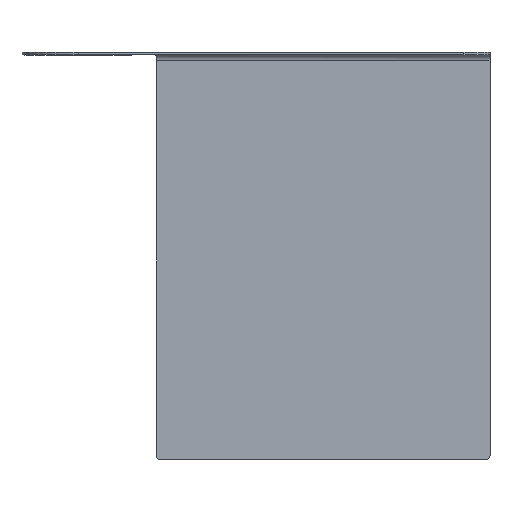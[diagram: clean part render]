
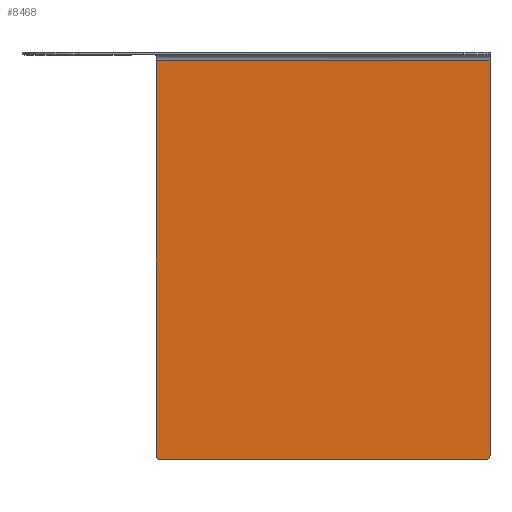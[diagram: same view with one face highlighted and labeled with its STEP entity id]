
A CAD part, top view. The second image highlights one B-rep face of the part: STEP entity #8468.
In plain terms, the highlighted planar face has unit normal (0, 0, 1).
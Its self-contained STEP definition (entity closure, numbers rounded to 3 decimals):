
#1909=DIRECTION('',(-1.,0.,0.));
#1910=VECTOR('',#1909,154.);
#1911=CARTESIAN_POINT('',(190.,-3.8,1.2));
#1912=LINE('',#1911,#1910);
#1960=CARTESIAN_POINT('',(38.,-186.,1.2));
#1961=DIRECTION('',(0.,0.,1.));
#1962=DIRECTION('',(-1.,0.,0.));
#1963=AXIS2_PLACEMENT_3D('',#1960,#1961,#1962);
#1965=DIRECTION('',(0.,1.,0.));
#1966=VECTOR('',#1965,182.2);
#1967=CARTESIAN_POINT('',(36.,-186.,1.2));
#1968=LINE('',#1967,#1966);
#1969=DIRECTION('',(0.,-1.,0.));
#1970=VECTOR('',#1969,182.2);
#1971=CARTESIAN_POINT('',(190.,-3.8,1.2));
#1972=LINE('',#1971,#1970);
#1973=CARTESIAN_POINT('',(188.,-186.,1.2));
#1974=DIRECTION('',(0.,0.,1.));
#1975=DIRECTION('',(0.,-1.,0.));
#1976=AXIS2_PLACEMENT_3D('',#1973,#1974,#1975);
#1978=DIRECTION('',(-1.,0.,0.));
#1979=VECTOR('',#1978,150.);
#1980=CARTESIAN_POINT('',(188.,-188.,1.2));
#1981=LINE('',#1980,#1979);
#5388=CARTESIAN_POINT('',(190.,-3.8,1.2));
#5389=CARTESIAN_POINT('',(36.,-3.8,1.2));
#5390=VERTEX_POINT('',#5388);
#5391=VERTEX_POINT('',#5389);
#5426=CARTESIAN_POINT('',(36.,-186.,1.2));
#5427=VERTEX_POINT('',#5426);
#5428=CARTESIAN_POINT('',(38.,-188.,1.2));
#5429=VERTEX_POINT('',#5428);
#5434=CARTESIAN_POINT('',(188.,-188.,1.2));
#5435=VERTEX_POINT('',#5434);
#5436=CARTESIAN_POINT('',(190.,-186.,1.2));
#5437=VERTEX_POINT('',#5436);
#8453=CARTESIAN_POINT('',(151.034,0.,1.2));
#8454=DIRECTION('',(0.,0.,1.));
#8455=DIRECTION('',(-1.,0.,0.));
#8456=AXIS2_PLACEMENT_3D('',#8453,#8454,#8455);
#8457=PLANE('',#8456);
#8458=ORIENTED_EDGE('',*,*,#8415,.F.);
#8459=ORIENTED_EDGE('',*,*,#8402,.T.);
#8460=ORIENTED_EDGE('',*,*,#8359,.F.);
#8462=ORIENTED_EDGE('',*,*,#8461,.T.);
#8464=ORIENTED_EDGE('',*,*,#8463,.F.);
#8465=ORIENTED_EDGE('',*,*,#8445,.T.);
#8466=EDGE_LOOP('',(#8458,#8459,#8460,#8462,#8464,#8465));
#8467=FACE_OUTER_BOUND('',#8466,.F.);
#8468=ADVANCED_FACE('',(#8467),#8457,.T.);
#1964=CIRCLE('',#1963,2.);
#1977=CIRCLE('',#1976,2.);
#8359=EDGE_CURVE('',#5390,#5391,#1912,.T.);
#8402=EDGE_CURVE('',#5427,#5391,#1968,.T.);
#8415=EDGE_CURVE('',#5427,#5429,#1964,.T.);
#8445=EDGE_CURVE('',#5435,#5429,#1981,.T.);
#8461=EDGE_CURVE('',#5390,#5437,#1972,.T.);
#8463=EDGE_CURVE('',#5435,#5437,#1977,.T.);
